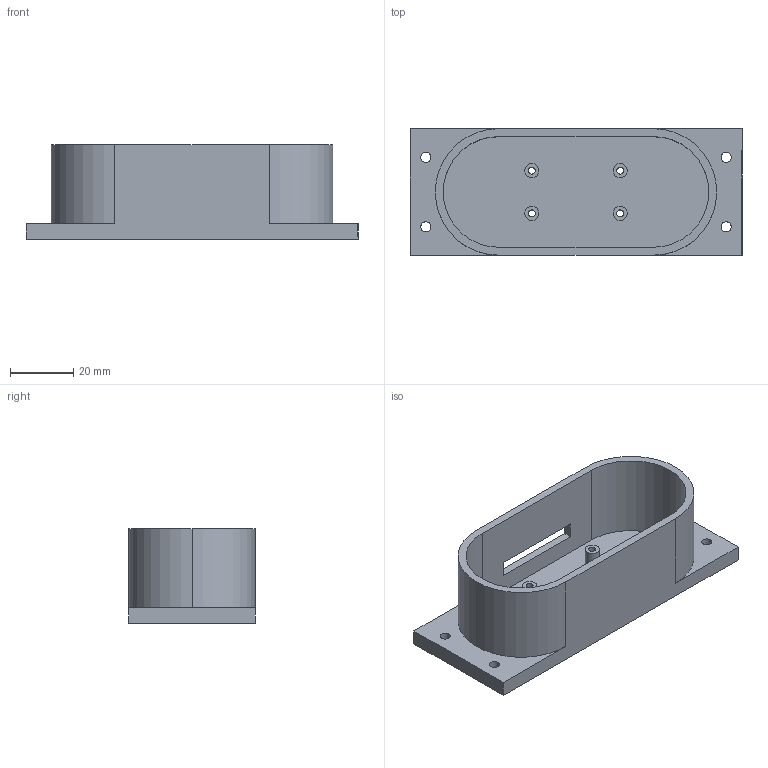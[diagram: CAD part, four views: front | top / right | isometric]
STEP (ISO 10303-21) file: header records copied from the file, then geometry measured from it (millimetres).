
FILE_DESCRIPTION (( 'STEP AP203' ), '1' );
FILE_NAME ('PT1.00.00.032 Camera upper body.STEP', '2023-02-14T11:24:26', ( '' ), ( '' ), 'SwSTEP 2.0', 'SolidWorks 2017', '' );
FILE_SCHEMA (( 'CONFIG_CONTROL_DESIGN' ));
Length unit declared in the file: millimetre
Products named in the file (1): PT1.00.00.032 Camera upper body
Bounding box: 105 x 40 x 30 mm (x, y, z)
Volume: 28891.3 mm3; surface area: 21710 mm2
Topology: 1 solids, 1 shells, 49 faces, 126 edges, 84 vertices
Faces by surface type: cylinder 30, plane 19
Entity records: 1633 total; most frequent: DIRECTION 286, CARTESIAN_POINT 260, ORIENTED_EDGE 252, EDGE_CURVE 126, AXIS2_PLACEMENT_3D 110, VERTEX_POINT 84, EDGE_LOOP 72, LINE 66
